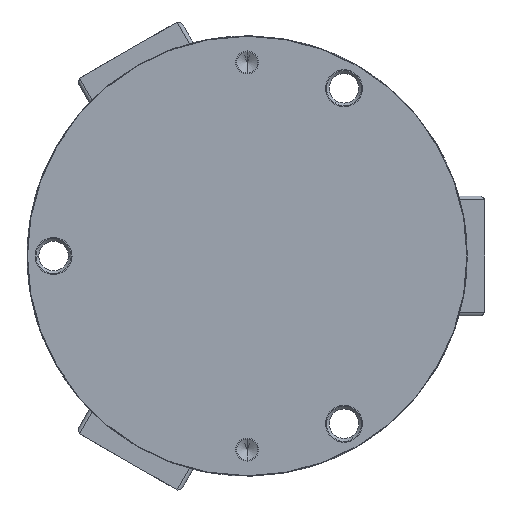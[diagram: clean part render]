
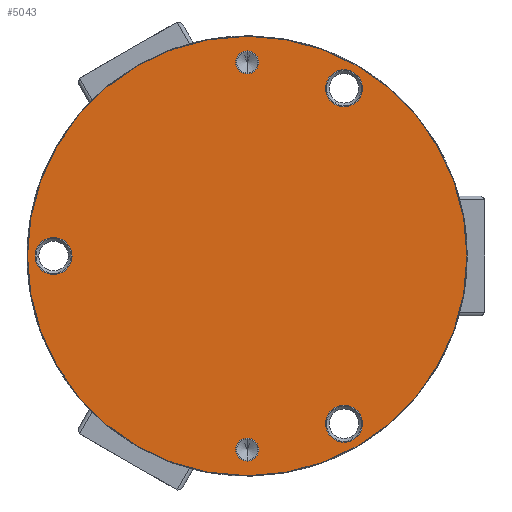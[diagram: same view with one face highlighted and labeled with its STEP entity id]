
A CAD part, front view. The second image highlights one B-rep face of the part: STEP entity #5043.
In plain terms, the highlighted planar face has unit normal (0, -1, 0).
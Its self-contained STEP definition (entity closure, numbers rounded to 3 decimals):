
#2401 = VERTEX_POINT( '', #6421 );
#2773 = EDGE_CURVE( '', #2401, #4637, #6835, .T. );
#2843 = VERTEX_POINT( '', #6912 );
#3001 = VERTEX_POINT( '', #7086 );
#3129 = EDGE_CURVE( '', #5769, #2843, #7230, .T. );
#3213 = EDGE_CURVE( '', #5767, #3001, #7319, .T. );
#3701 = EDGE_CURVE( '', #4637, #2401, #7862, .T. );
#3737 = EDGE_CURVE( '', #4123, #4801, #7904, .T. );
#3973 = VERTEX_POINT( '', #8170 );
#4109 = VERTEX_POINT( '', #8322 );
#4123 = VERTEX_POINT( '', #8339 );
#4431 = VERTEX_POINT( '', #8685 );
#4473 = EDGE_CURVE( '', #4431, #4109, #8732, .T. );
#4511 = EDGE_CURVE( '', #3973, #4673, #8773, .T. );
#4529 = EDGE_CURVE( '', #3001, #5767, #8793, .T. );
#4637 = VERTEX_POINT( '', #8917 );
#4673 = VERTEX_POINT( '', #8956 );
#4683 = EDGE_CURVE( '', #4109, #4431, #8966, .T. );
#4801 = VERTEX_POINT( '', #9097 );
#5043 = ADVANCED_FACE( '', ( #9369, #9370, #9371, #9372, #9373, #9374 ), #9375, .F. );
#5451 = EDGE_CURVE( '', #2843, #5769, #9827, .T. );
#5607 = EDGE_CURVE( '', #4801, #4123, #9995, .T. );
#5767 = VERTEX_POINT( '', #10174 );
#5769 = VERTEX_POINT( '', #10176 );
#5811 = EDGE_CURVE( '', #4673, #3973, #10221, .T. );
#6421 = CARTESIAN_POINT( '', ( -3.25, 0., 55. ) );
#6835 = CIRCLE( '', #11712, 3.25 );
#6912 = CARTESIAN_POINT( '', ( -62.4, 0., 0. ) );
#7086 = CARTESIAN_POINT( '', ( -49.75, 0., 0. ) );
#7230 = CIRCLE( '', #12283, 62.4 );
#7319 = CIRCLE( '', #12446, 5.25 );
#7862 = CIRCLE( '', #13201, 3.25 );
#7904 = CIRCLE( '', #13261, 5.25 );
#8170 = CARTESIAN_POINT( '', ( 3.25, 0., -55. ) );
#8322 = CARTESIAN_POINT( '', ( 32.75, 0., -47.631 ) );
#8339 = CARTESIAN_POINT( '', ( 32.75, 0., 47.631 ) );
#8685 = CARTESIAN_POINT( '', ( 22.25, 0., -47.631 ) );
#8732 = CIRCLE( '', #14394, 5.25 );
#8773 = CIRCLE( '', #14487, 3.25 );
#8793 = CIRCLE( '', #14518, 5.25 );
#8917 = CARTESIAN_POINT( '', ( 3.25, 0., 55. ) );
#8956 = CARTESIAN_POINT( '', ( -3.25, 0., -55. ) );
#8966 = CIRCLE( '', #14741, 5.25 );
#9097 = CARTESIAN_POINT( '', ( 22.25, 0., 47.631 ) );
#9369 = FACE_OUTER_BOUND( '', #15300, .T. );
#9370 = FACE_BOUND( '', #15301, .T. );
#9371 = FACE_BOUND( '', #15302, .T. );
#9372 = FACE_BOUND( '', #15303, .T. );
#9373 = FACE_BOUND( '', #15304, .T. );
#9374 = FACE_BOUND( '', #15305, .T. );
#9375 = PLANE( '', #15306 );
#9827 = CIRCLE( '', #15913, 62.4 );
#9995 = CIRCLE( '', #16154, 5.25 );
#10174 = CARTESIAN_POINT( '', ( -60.25, 0., 0. ) );
#10176 = CARTESIAN_POINT( '', ( 62.4, 0., 0. ) );
#10221 = CIRCLE( '', #16500, 3.25 );
#11712 = AXIS2_PLACEMENT_3D( '', #17656, #17657, #17658 );
#12283 = AXIS2_PLACEMENT_3D( '', #18116, #18117, #18118 );
#12446 = AXIS2_PLACEMENT_3D( '', #18196, #18197, #18198 );
#13201 = AXIS2_PLACEMENT_3D( '', #18835, #18836, #18837 );
#13261 = AXIS2_PLACEMENT_3D( '', #18903, #18904, #18905 );
#14394 = AXIS2_PLACEMENT_3D( '', #19915, #19916, #19917 );
#14487 = AXIS2_PLACEMENT_3D( '', #19963, #19964, #19965 );
#14518 = AXIS2_PLACEMENT_3D( '', #19987, #19988, #19989 );
#14741 = AXIS2_PLACEMENT_3D( '', #20166, #20167, #20168 );
#15300 = EDGE_LOOP( '', ( #20659, #20660 ) );
#15301 = EDGE_LOOP( '', ( #20661, #20662 ) );
#15302 = EDGE_LOOP( '', ( #20663, #20664 ) );
#15303 = EDGE_LOOP( '', ( #20665, #20666 ) );
#15304 = EDGE_LOOP( '', ( #20667, #20668 ) );
#15305 = EDGE_LOOP( '', ( #20669, #20670 ) );
#15306 = AXIS2_PLACEMENT_3D( '', #20671, #20672, #20673 );
#15913 = AXIS2_PLACEMENT_3D( '', #21182, #21183, #21184 );
#16154 = AXIS2_PLACEMENT_3D( '', #21346, #21347, #21348 );
#16500 = AXIS2_PLACEMENT_3D( '', #21602, #21603, #21604 );
#17656 = CARTESIAN_POINT( '', ( 0., 0., 55. ) );
#17657 = DIRECTION( '', ( 0., 1., 0. ) );
#17658 = DIRECTION( '', ( 1., 0., 0. ) );
#18116 = CARTESIAN_POINT( '', ( 0., 0., 0. ) );
#18117 = DIRECTION( '', ( 0., 1., 0. ) );
#18118 = DIRECTION( '', ( 1., 0., 0. ) );
#18196 = CARTESIAN_POINT( '', ( -55., 0., 0. ) );
#18197 = DIRECTION( '', ( 0., 1., 0. ) );
#18198 = DIRECTION( '', ( 1., 0., 0. ) );
#18835 = CARTESIAN_POINT( '', ( 0., 0., 55. ) );
#18836 = DIRECTION( '', ( 0., 1., 0. ) );
#18837 = DIRECTION( '', ( 1., 0., 0. ) );
#18903 = CARTESIAN_POINT( '', ( 27.5, 0., 47.631 ) );
#18904 = DIRECTION( '', ( 0., 1., 0. ) );
#18905 = DIRECTION( '', ( 1., 0., 0. ) );
#19915 = CARTESIAN_POINT( '', ( 27.5, 0., -47.631 ) );
#19916 = DIRECTION( '', ( 0., 1., 0. ) );
#19917 = DIRECTION( '', ( 1., 0., 0. ) );
#19963 = CARTESIAN_POINT( '', ( 0., 0., -55. ) );
#19964 = DIRECTION( '', ( 0., 1., 0. ) );
#19965 = DIRECTION( '', ( 1., 0., 0. ) );
#19987 = CARTESIAN_POINT( '', ( -55., 0., 0. ) );
#19988 = DIRECTION( '', ( 0., 1., 0. ) );
#19989 = DIRECTION( '', ( 1., 0., 0. ) );
#20166 = CARTESIAN_POINT( '', ( 27.5, 0., -47.631 ) );
#20167 = DIRECTION( '', ( 0., 1., 0. ) );
#20168 = DIRECTION( '', ( 1., 0., 0. ) );
#20659 = ORIENTED_EDGE( '', *, *, #3129, .F. );
#20660 = ORIENTED_EDGE( '', *, *, #5451, .F. );
#20661 = ORIENTED_EDGE( '', *, *, #3737, .T. );
#20662 = ORIENTED_EDGE( '', *, *, #5607, .T. );
#20663 = ORIENTED_EDGE( '', *, *, #4683, .T. );
#20664 = ORIENTED_EDGE( '', *, *, #4473, .T. );
#20665 = ORIENTED_EDGE( '', *, *, #3701, .T. );
#20666 = ORIENTED_EDGE( '', *, *, #2773, .T. );
#20667 = ORIENTED_EDGE( '', *, *, #4511, .T. );
#20668 = ORIENTED_EDGE( '', *, *, #5811, .T. );
#20669 = ORIENTED_EDGE( '', *, *, #4529, .T. );
#20670 = ORIENTED_EDGE( '', *, *, #3213, .T. );
#20671 = CARTESIAN_POINT( '', ( 0., 0., 0. ) );
#20672 = DIRECTION( '', ( 0., 1., 0. ) );
#20673 = DIRECTION( '', ( 0., 0., 1. ) );
#21182 = CARTESIAN_POINT( '', ( 0., 0., 0. ) );
#21183 = DIRECTION( '', ( 0., 1., 0. ) );
#21184 = DIRECTION( '', ( 1., 0., 0. ) );
#21346 = CARTESIAN_POINT( '', ( 27.5, 0., 47.631 ) );
#21347 = DIRECTION( '', ( 0., 1., 0. ) );
#21348 = DIRECTION( '', ( 1., 0., 0. ) );
#21602 = CARTESIAN_POINT( '', ( 0., 0., -55. ) );
#21603 = DIRECTION( '', ( 0., 1., 0. ) );
#21604 = DIRECTION( '', ( 1., 0., 0. ) );
